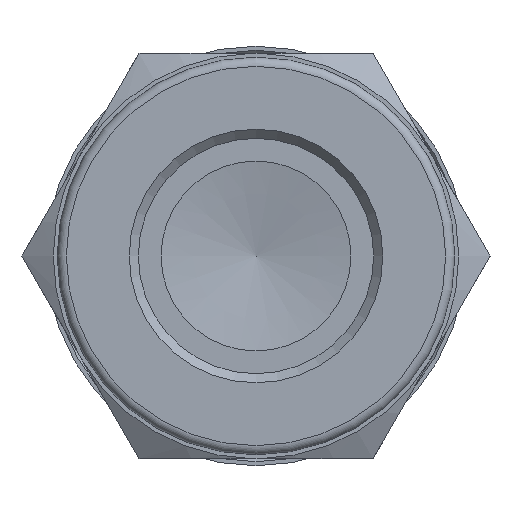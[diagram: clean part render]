
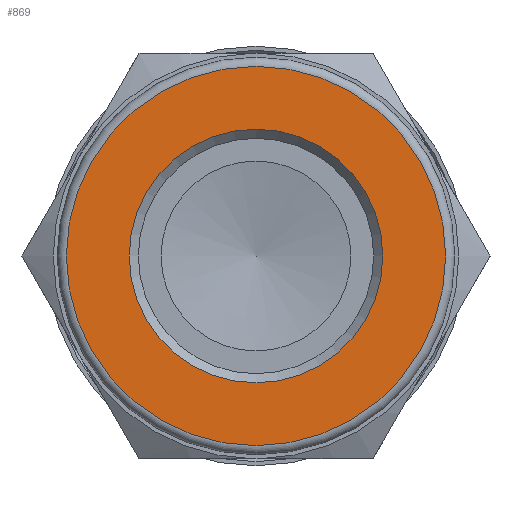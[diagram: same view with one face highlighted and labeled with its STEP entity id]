
A CAD part, left-side view. The second image highlights one B-rep face of the part: STEP entity #869.
In plain terms, the highlighted planar face has unit normal (-1, 0, 0).
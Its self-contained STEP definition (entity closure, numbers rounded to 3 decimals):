
#33=FACE_BOUND('',#230,.T.);
#58=CIRCLE('',#946,10.4);
#80=CIRCLE('',#993,6.95);
#164=FACE_OUTER_BOUND('',#229,.T.);
#229=EDGE_LOOP('',(#789));
#230=EDGE_LOOP('',(#790));
#396=VERTEX_POINT('',#1495);
#418=VERTEX_POINT('',#1581);
#503=EDGE_CURVE('',#396,#396,#58,.T.);
#542=EDGE_CURVE('',#418,#418,#80,.T.);
#789=ORIENTED_EDGE('',*,*,#503,.F.);
#790=ORIENTED_EDGE('',*,*,#542,.T.);
#811=PLANE('',#994);
#869=ADVANCED_FACE('',(#164,#33),#811,.T.);
#946=AXIS2_PLACEMENT_3D('',#1497,#1127,#1128);
#993=AXIS2_PLACEMENT_3D('',#1583,#1238,#1239);
#994=AXIS2_PLACEMENT_3D('',#1584,#1240,#1241);
#1127=DIRECTION('center_axis',(1.,0.,0.));
#1128=DIRECTION('ref_axis',(0.,0.,-1.));
#1238=DIRECTION('center_axis',(1.,0.,0.));
#1239=DIRECTION('ref_axis',(0.,0.,-1.));
#1240=DIRECTION('center_axis',(-1.,0.,0.));
#1241=DIRECTION('ref_axis',(0.,0.,1.));
#1495=CARTESIAN_POINT('',(0.,0.,10.4));
#1497=CARTESIAN_POINT('Origin',(0.,0.,
0.));
#1581=CARTESIAN_POINT('',(0.,-6.95,0.));
#1583=CARTESIAN_POINT('Origin',(0.,0.,
0.));
#1584=CARTESIAN_POINT('Origin',(0.,10.4,0.));
